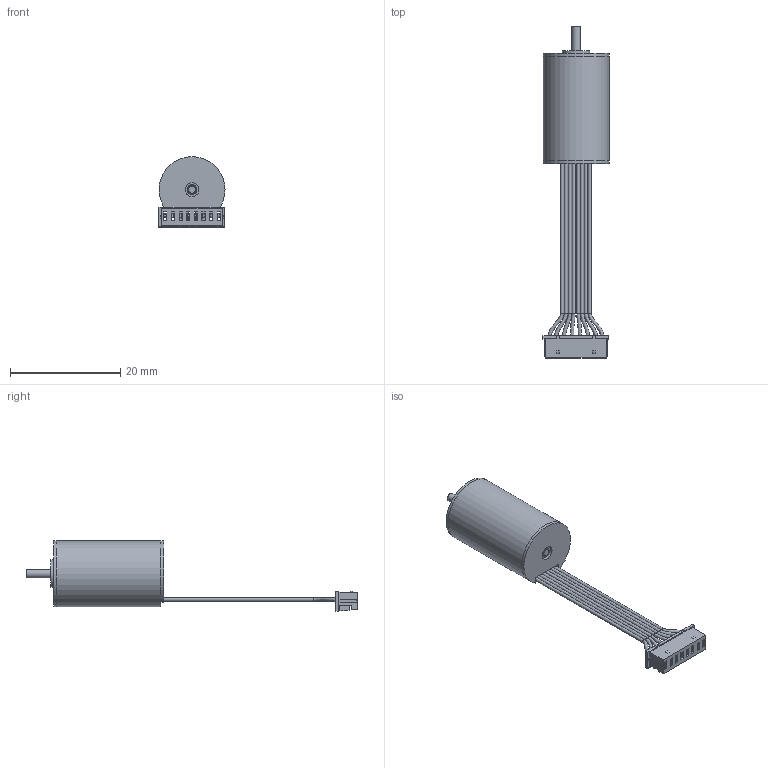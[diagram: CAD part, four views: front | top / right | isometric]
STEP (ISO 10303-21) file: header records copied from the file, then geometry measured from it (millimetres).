
FILE_DESCRIPTION (( 'STEP AP203' ), '1' );
FILE_NAME ('EC1220 3D芞.STEP', '2025-11-27T09:29:53', ( 'Windows 蚚誧' ), ( 'Organization' ), 'SwSTEP 2.0', 'SolidWorks 2020', '' );
FILE_SCHEMA (( 'CONFIG_CONTROL_DESIGN' ));
Length unit declared in the file: millimetre
Products named in the file (8): 01.02.0351 綴傷裔; 01.06.0004 粣創; 01.05.0015 O型圈; 01.07.0001 儂褲; 01.01.0001 ヶ傷裔; 01.10.0001 粣; EC1220 3Dͼ; 01.14.0800 傷赽盄
Assembly tree (8 placements, depth 2):
  EC1220 3Dͼ
    01.07.0001 儂褲
    01.02.0351 綴傷裔
    01.06.0004 粣創  x2
    01.10.0001 粣
    01.14.0800 傷赽盄
    01.01.0001 ヶ傷裔
    01.05.0015 O型圈
Bounding box: 12.02 x 60.34 x 12.86 mm (x, y, z)
Volume: 864.4 mm3; surface area: 3375.9 mm2
Topology: 7 solids, 16 shells, 344 faces, 942 edges, 616 vertices
Faces by surface type: plane 275, cylinder 46, torus 11, bspline 8, cone 4
Full cylindrical faces by diameter (mm): 0.34 x8, 0.6 x8, 1.25 x2, 1.5 x3, 2.5 x2, 4 x5, 5 x2, 10.5 x2, 11 x2, 11.1 x1, 11.3 x1, 12 x2
Entity records: 11483 total; most frequent: CARTESIAN_POINT 2319, DIRECTION 1641, ORIENTED_EDGE 1612, EDGE_CURVE 858, VECTOR 747, LINE 747, VERTEX_POINT 591, AXIS2_PLACEMENT_3D 447
